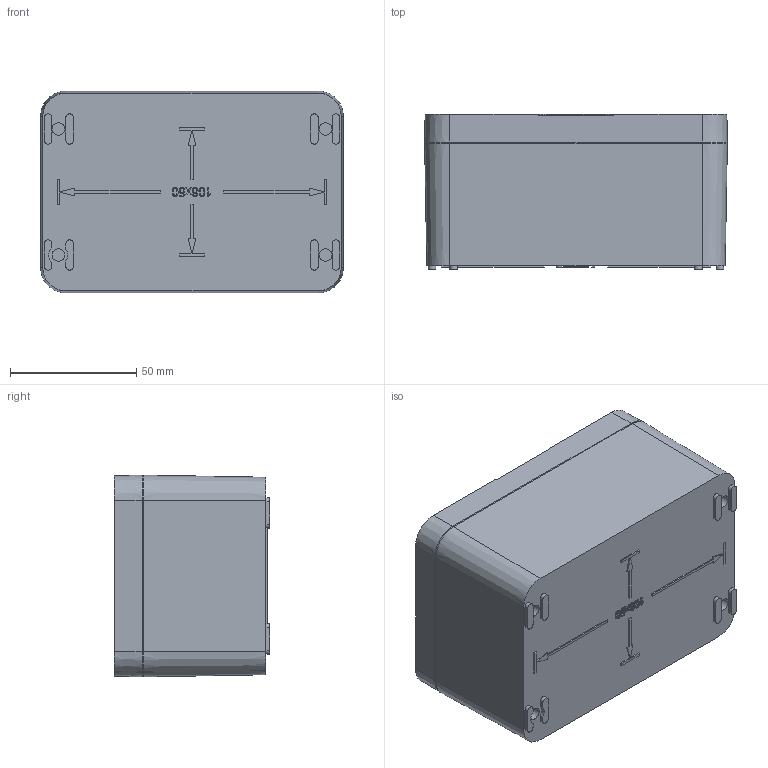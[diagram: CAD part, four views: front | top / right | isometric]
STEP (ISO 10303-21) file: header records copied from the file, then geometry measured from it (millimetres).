
FILE_DESCRIPTION(/* description */ (''),/* implementation_level */ '2;1');
FILE_NAME(/* name */ '',/* time_stamp */ '2025-07-17T15:15:11+07:00',/* author */ ('zeta-72'),/* organization */ (''),/* preprocessor_version */ 'ST-DEVELOPER v19.2',/* originating_system */ 'Autodesk Inventor 2024',/* authorisation */ '');
FILE_SCHEMA (('AUTOMOTIVE_DESIGN { 1 0 10303 214 3 1 1 }'));
Length unit declared in the file: millimetre
Products named in the file (1): ЗЭТА.106.302.000 BOX KОА 120x80x60_
Упростить_1
Bounding box: 120 x 61.5 x 80 mm (x, y, z)
Volume: 561864 mm3; surface area: 42768.5 mm2
Topology: 1 solids, 1 shells, 443 faces, 1151 edges, 767 vertices
Faces by surface type: plane 290, bspline 115, cylinder 30, cone 8
Full cylindrical faces by diameter (mm): 4.917 x4
Entity records: 14661 total; most frequent: CARTESIAN_POINT 4079, ORIENTED_EDGE 2278, DIRECTION 1642, EDGE_CURVE 1139, LINE 832, VECTOR 832, VERTEX_POINT 746, EDGE_LOOP 495
